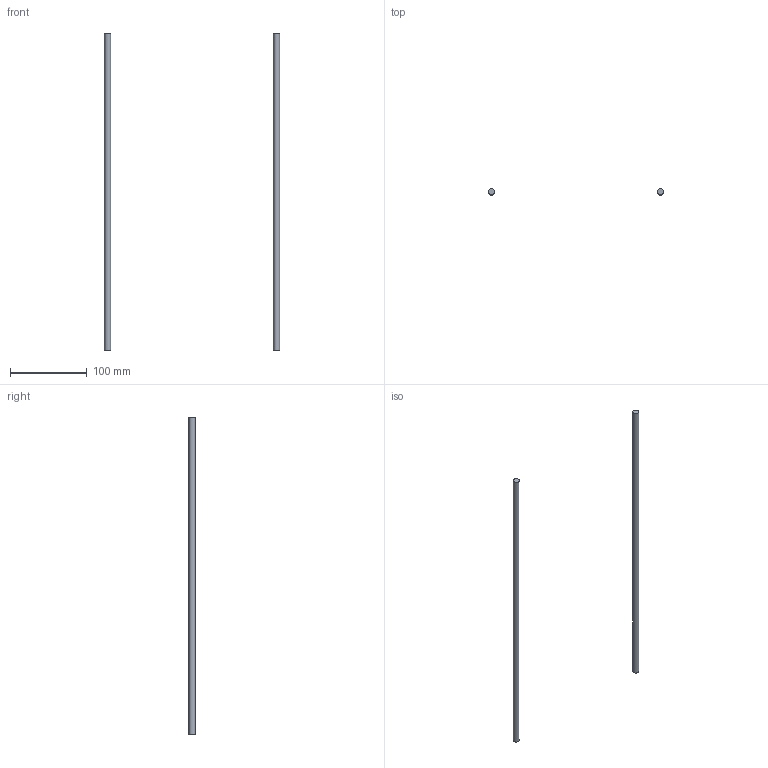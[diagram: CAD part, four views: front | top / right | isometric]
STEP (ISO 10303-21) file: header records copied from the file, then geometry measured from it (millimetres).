
FILE_DESCRIPTION(/* description */ (''),/* implementation_level */ '2;1');
FILE_NAME(/* name */ 'Linear rods.step',/* time_stamp */ '2026-01-06T23:06:32-06:00',/* author */ (''),/* organization */ (''),/* preprocessor_version */ 'ST-DEVELOPER v20.1',/* originating_system */ 'Autodesk Translation Framework v14.21.0.0',/* authorisation */ '');
FILE_SCHEMA (('AUTOMOTIVE_DESIGN { 1 0 10303 214 3 1 1 }'));
Length unit declared in the file: millimetre
Products named in the file (3): Linear rods; linear rod2; linear rod 2
Assembly tree (2 placements, depth 2):
  Linear rods
    linear rod2
    linear rod 2
Bounding box: 228 x 8 x 414 mm (x, y, z)
Volume: 41606.9 mm3; surface area: 21004.5 mm2
Topology: 2 solids, 2 shells, 6 faces, 6 edges, 4 vertices
Faces by surface type: plane 4, cylinder 2
Full cylindrical faces by diameter (mm): 8 x2
Entity records: 206 total; most frequent: DIRECTION 32, CARTESIAN_POINT 21, AXIS2_PLACEMENT_3D 15, ORIENTED_EDGE 12, FACE_OUTER_BOUND 6, EDGE_LOOP 6, EDGE_CURVE 6, ADVANCED_FACE 6
